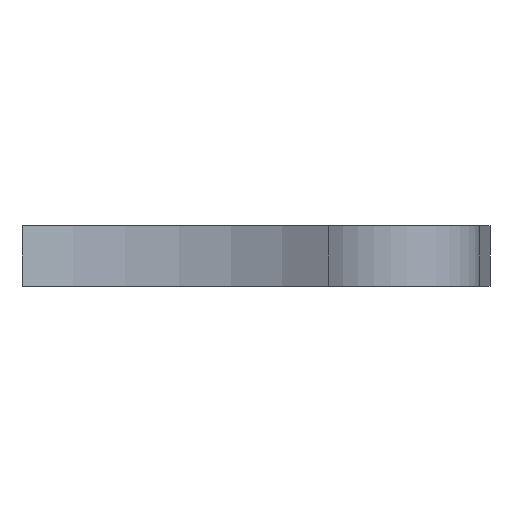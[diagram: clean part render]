
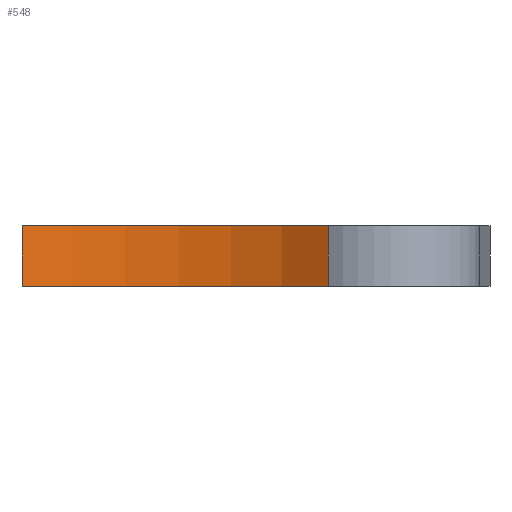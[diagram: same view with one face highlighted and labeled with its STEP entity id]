
A CAD part, front view. The second image highlights one B-rep face of the part: STEP entity #548.
In plain terms, the highlighted cylindrical face has radius 25.4 mm (diameter 50.8 mm), a partial arc.
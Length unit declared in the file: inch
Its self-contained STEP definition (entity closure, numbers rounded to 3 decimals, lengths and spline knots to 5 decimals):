
#1 = EDGE_CURVE ( 'NONE', #254, #118, #169, .T. ) ;
#17 = AXIS2_PLACEMENT_3D ( 'NONE', #345, #490, #533 ) ;
#30 = EDGE_CURVE ( 'NONE', #303, #155, #285, .T. ) ;
#41 = EDGE_CURVE ( 'NONE', #118, #155, #306, .T. ) ;
#59 = AXIS2_PLACEMENT_3D ( 'NONE', #371, #402, #406 ) ;
#70 = EDGE_CURVE ( 'NONE', #254, #303, #152, .T. ) ;
#81 = AXIS2_PLACEMENT_3D ( 'NONE', #487, #525, #482 ) ;
#118 = VERTEX_POINT ( 'NONE', #399 ) ;
#130 = VECTOR ( 'NONE', #515, 39.37008 ) ;
#152 = LINE ( 'NONE', #536, #310 ) ;
#155 = VERTEX_POINT ( 'NONE', #426 ) ;
#169 = CIRCLE ( 'NONE', #81, 1. ) ;
#177 = FACE_OUTER_BOUND ( 'NONE', #226, .T. ) ;
#198 = ORIENTED_EDGE ( 'NONE', *, *, #30, .T. ) ;
#210 = ORIENTED_EDGE ( 'NONE', *, *, #70, .T. ) ;
#226 = EDGE_LOOP ( 'NONE', ( #198, #294, #314, #210 ) ) ;
#254 = VERTEX_POINT ( 'NONE', #448 ) ;
#262 = CYLINDRICAL_SURFACE ( 'NONE', #59, 1. ) ;
#285 = CIRCLE ( 'NONE', #17, 1. ) ;
#294 = ORIENTED_EDGE ( 'NONE', *, *, #41, .F. ) ;
#303 = VERTEX_POINT ( 'NONE', #496 ) ;
#306 = LINE ( 'NONE', #432, #130 ) ;
#310 = VECTOR ( 'NONE', #336, 39.37008 ) ;
#314 = ORIENTED_EDGE ( 'NONE', *, *, #1, .F. ) ;
#336 = DIRECTION ( 'NONE',  ( 0., 0., -1. ) ) ;
#345 = CARTESIAN_POINT ( 'NONE',  ( -0.71995, -1.08244, 0. ) ) ;
#371 = CARTESIAN_POINT ( 'NONE',  ( -0.71995, -1.08244, 0.187 ) ) ;
#399 = CARTESIAN_POINT ( 'NONE',  ( -0.16614, -0.24979, 0.187 ) ) ;
#402 = DIRECTION ( 'NONE',  ( 0., 0., -1. ) ) ;
#406 = DIRECTION ( 'NONE',  ( -1., 0., 0. ) ) ;
#426 = CARTESIAN_POINT ( 'NONE',  ( -0.16614, -0.24979, 0. ) ) ;
#432 = CARTESIAN_POINT ( 'NONE',  ( -0.16614, -0.24979, 0.187 ) ) ;
#448 = CARTESIAN_POINT ( 'NONE',  ( -1.11359, -0.16317, 0.187 ) ) ;
#482 = DIRECTION ( 'NONE',  ( -1., 0., 0. ) ) ;
#487 = CARTESIAN_POINT ( 'NONE',  ( -0.71995, -1.08244, 0.187 ) ) ;
#490 = DIRECTION ( 'NONE',  ( 0., 0., -1. ) ) ;
#496 = CARTESIAN_POINT ( 'NONE',  ( -1.11359, -0.16317, 0. ) ) ;
#515 = DIRECTION ( 'NONE',  ( 0., 0., -1. ) ) ;
#525 = DIRECTION ( 'NONE',  ( 0., 0., -1. ) ) ;
#533 = DIRECTION ( 'NONE',  ( -1., 0., 0. ) ) ;
#536 = CARTESIAN_POINT ( 'NONE',  ( -1.11359, -0.16317, 0.187 ) ) ;
#548 = ADVANCED_FACE ( 'NONE', ( #177 ), #262, .F. ) ;
